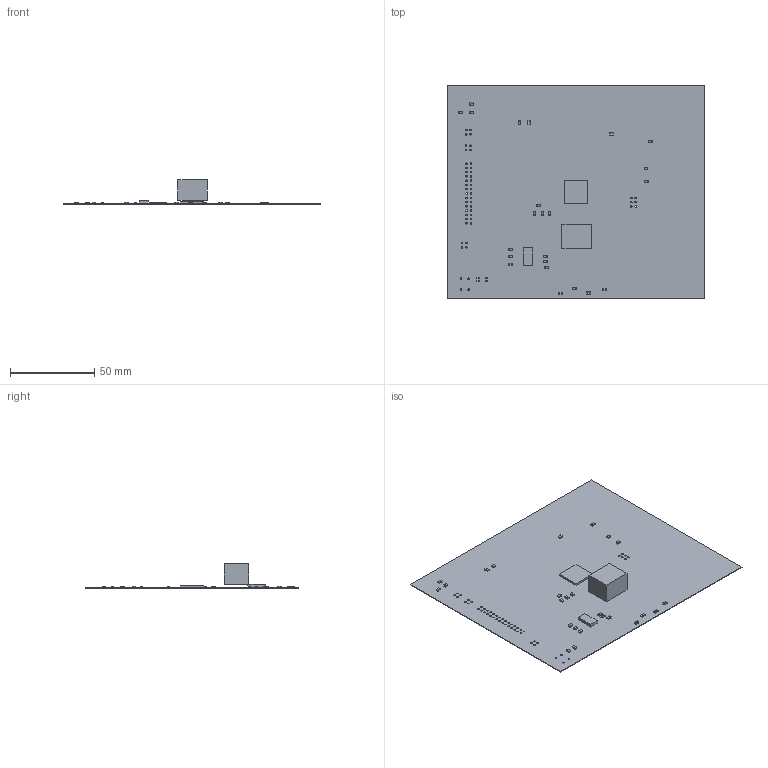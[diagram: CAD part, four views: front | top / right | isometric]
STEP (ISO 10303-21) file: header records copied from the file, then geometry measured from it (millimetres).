
FILE_DESCRIPTION(('Open CASCADE Model'),'2;1');
FILE_NAME('Open CASCADE Shape Model','2013-01-20T14:07:15',('Author'),( 'Open CASCADE'),'Open CASCADE STEP processor 6.2','Open CASCADE 6.2' ,'Unknown');
FILE_SCHEMA(('AUTOMOTIVE_DESIGN { 1 0 10303 214 1 1 1 1 }'));
Length unit declared in the file: millimetre
Products named in the file (48): PCB; Board; U5Kanaloa_v2.0.0_GPIO_b; 352878416; Extruded; IntPreKanaloa_v2.0.0_GPIO_b; 352878288; C6Kanaloa_v2.0.0_GPIO_b; 352877648; 352877904; U6Kanaloa_v2.0.0_GPIO_b; 352878160; C7Kanaloa_v2.0.0_GPIO_b; C4Kanaloa_v2.0.0_GPIO_b; 352877392; R9Kanaloa_v2.0.0_GPIO_b; R8Kanaloa_v2.0.0_GPIO_b; R7Kanaloa_v2.0.0_GPIO_b; R6Kanaloa_v2.0.0_GPIO_b; R5Kanaloa_v2.0.0_GPIO_b; R4Kanaloa_v2.0.0_GPIO_b; R3Kanaloa_v2.0.0_GPIO_b; R2Kanaloa_v2.0.0_GPIO_b; R1Kanaloa_v2.0.0_GPIO_b; LED2Kanaloa_v2.0.0_GPIO_b; 352878544; LED1Kanaloa_v2.0.0_GPIO_b; C8Kanaloa_v2.0.0_GPIO_b; C5Kanaloa_v2.0.0_GPIO_b; C3Kanaloa_v2.0.0_GPIO_b; 330415056; 352877008; C2Kanaloa_v2.0.0_GPIO_b; C1Kanaloa_v2.0.0_GPIO_b; R10Kanaloa_v2.0.0_GPIO_b; C11Kanaloa_v2.0.0_GPIO_b; R3000Kanaloa_v2.0.0_GPIO_b
Assembly tree (118 placements, depth 4):
  PCB
    Board
    U5Kanaloa_v2.0.0_GPIO_b
      352878416
        Extruded
    IntPreKanaloa_v2.0.0_GPIO_b
      352878288
        Extruded
    C6Kanaloa_v2.0.0_GPIO_b
      352877648  x2
        Extruded
      352877904
        Extruded
    U6Kanaloa_v2.0.0_GPIO_b
      352878160
        Extruded
    C7Kanaloa_v2.0.0_GPIO_b
      352877648  x2
        Extruded
      352877904
        Extruded
    C4Kanaloa_v2.0.0_GPIO_b
      352877648  x2
        Extruded
      352877392
        Extruded
    R9Kanaloa_v2.0.0_GPIO_b
      352877648  x2
        Extruded
      352877904
        Extruded
    R8Kanaloa_v2.0.0_GPIO_b
      352877648  x2
        Extruded
      352877904
        Extruded
    R7Kanaloa_v2.0.0_GPIO_b
      352877648  x2
        Extruded
      352877392
        Extruded
    R6Kanaloa_v2.0.0_GPIO_b
      352877648  x2
        Extruded
      352877904
        Extruded
    R5Kanaloa_v2.0.0_GPIO_b
      352877648  x2
        Extruded
      352877904
        Extruded
    R4Kanaloa_v2.0.0_GPIO_b
      352877648  x2
        Extruded
      352877904
        Extruded
    R3Kanaloa_v2.0.0_GPIO_b
      352877648  x2
        Extruded
      352877392
Bounding box: 152.4 x 127 x 14.52 mm (x, y, z)
Volume: 11050.4 mm3; surface area: 41320.9 mm2
Topology: 81 solids, 81 shells, 538 faces, 1128 edges, 752 vertices
Faces by surface type: plane 486, cylinder 52
Full cylindrical faces by diameter (mm): 0.9 x48, 1 x4
Entity records: 8651 total; most frequent: DIRECTION 1394, CARTESIAN_POINT 1243, LINE 620, VECTOR 620, ORIENTED_EDGE 552, PCURVE 552, DEFINITIONAL_REPRESENTATION 552, AXIS2_PLACEMENT_3D 335
